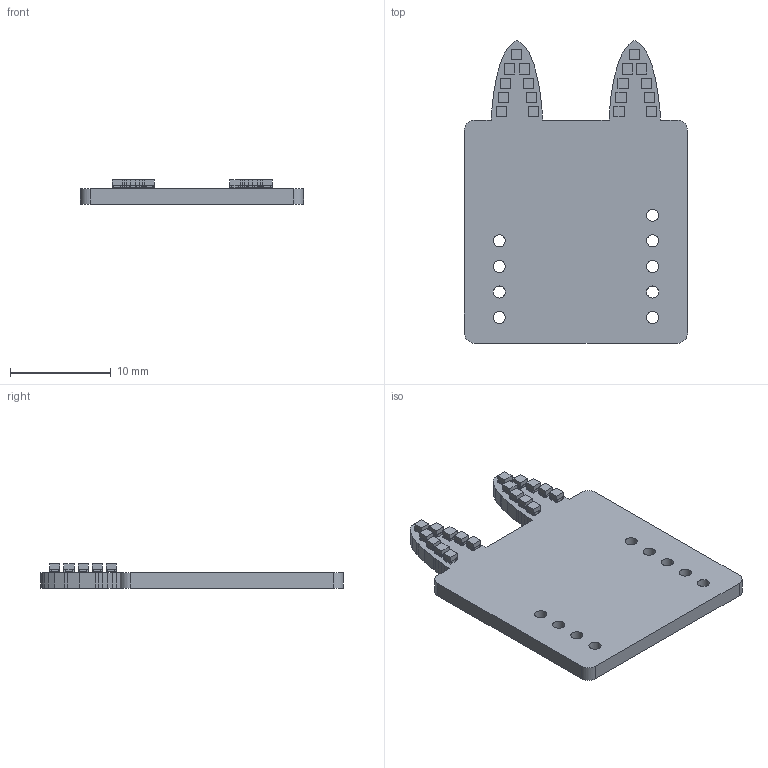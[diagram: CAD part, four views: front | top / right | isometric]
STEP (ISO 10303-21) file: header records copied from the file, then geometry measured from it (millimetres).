
FILE_DESCRIPTION(('KiCad electronic assembly'),'2;1');
FILE_NAME('Nekomimi_atom.step','2025-11-14T07:37:46',('Pcbnew'),('Kicad' ),'Open CASCADE STEP processor 7.9','KiCad to STEP converter', 'Unknown');
FILE_SCHEMA(('AUTOMOTIVE_DESIGN { 1 0 10303 214 1 1 1 1 }'));
Length unit declared in the file: millimetre
Products named in the file (3): Nekomimi_atom 1; XL-1010RGBC-WS2812B--3DModel-STEP-510211; Nekomimi_atom_PCB
Assembly tree (19 placements, depth 2):
  Nekomimi_atom 1
    XL-1010RGBC-WS2812B--3DModel-STEP-510211  x18
    Nekomimi_atom_PCB
Bounding box: 22.17 x 30.03 x 2.4 mm (x, y, z)
Volume: 829.7 mm3; surface area: 1470.5 mm2
Topology: 199 solids, 199 shells, 2760 faces, 7032 edges, 4688 vertices
Faces by surface type: plane 2459, cylinder 301
Full cylindrical faces by diameter (mm): 1.2 x9
Entity records: 7322 total; most frequent: CARTESIAN_POINT 1257, ORIENTED_EDGE 1212, DIRECTION 1158, EDGE_CURVE 606, LINE 548, VECTOR 548, VERTEX_POINT 404, AXIS2_PLACEMENT_3D 305
